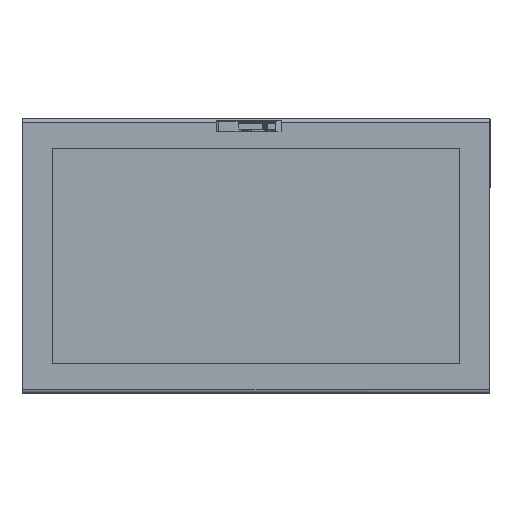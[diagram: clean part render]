
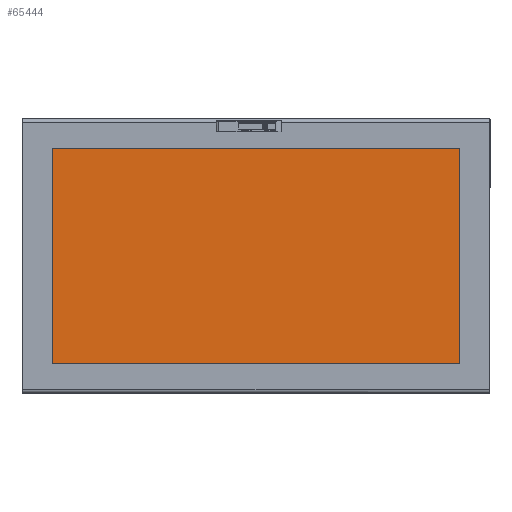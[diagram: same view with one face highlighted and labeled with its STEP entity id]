
A CAD part, top view. The second image highlights one B-rep face of the part: STEP entity #65444.
In plain terms, the highlighted planar face has unit normal (0, 0, 1).
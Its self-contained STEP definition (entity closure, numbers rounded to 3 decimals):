
#2203 = CARTESIAN_POINT ( 'NONE',  ( -610., -330., 4. ) ) ;
#2481 = CARTESIAN_POINT ( 'NONE',  ( -610., 330., 4. ) ) ;
#4136 = CARTESIAN_POINT ( 'NONE',  ( 610., -330., 4. ) ) ;
#6506 = CARTESIAN_POINT ( 'NONE',  ( 610., 330., 4. ) ) ;
#15958 = EDGE_CURVE ( 'NONE', #44795, #44833, #43088, .T. ) ;
#15961 = EDGE_CURVE ( 'NONE', #38693, #44795, #43093, .T. ) ;
#15985 = EDGE_CURVE ( 'NONE', #44833, #41753, #42942, .T. ) ;
#15991 = EDGE_CURVE ( 'NONE', #41753, #38693, #42933, .T. ) ;
#33492 = DIRECTION ( 'NONE',  ( 1., 0., 0. ) ) ;
#33517 = DIRECTION ( 'NONE',  ( 0., 0., 1. ) ) ;
#33598 = PLANE ( 'NONE',  #66443 ) ;
#33695 = CARTESIAN_POINT ( 'NONE',  ( -610., -330., 4. ) ) ;
#36032 = CARTESIAN_POINT ( 'NONE',  ( -610., 330., 4. ) ) ;
#36149 = CARTESIAN_POINT ( 'NONE',  ( -610., 330., 4. ) ) ;
#36491 = DIRECTION ( 'NONE',  ( 1., 0., 0. ) ) ;
#36492 = CARTESIAN_POINT ( 'NONE',  ( -610., -330., 4. ) ) ;
#36518 = DIRECTION ( 'NONE',  ( 0., -1., 0. ) ) ;
#37219 = CARTESIAN_POINT ( 'NONE',  ( 610., 330., 4. ) ) ;
#37228 = DIRECTION ( 'NONE',  ( 0., 1., 0. ) ) ;
#37619 = DIRECTION ( 'NONE',  ( -1., 0., 0. ) ) ;
#38693 = VERTEX_POINT ( 'NONE', #6506 ) ;
#41753 = VERTEX_POINT ( 'NONE', #4136 ) ;
#42932 = VECTOR ( 'NONE', #37228, 1000. ) ;
#42933 = LINE ( 'NONE', #37219, #42932 ) ;
#42942 = LINE ( 'NONE', #36492, #42947 ) ;
#42947 = VECTOR ( 'NONE', #36491, 1000. ) ;
#43088 = LINE ( 'NONE', #36149, #43090 ) ;
#43090 = VECTOR ( 'NONE', #36518, 1000. ) ;
#43093 = LINE ( 'NONE', #36032, #43094 ) ;
#43094 = VECTOR ( 'NONE', #37619, 1000. ) ;
#44795 = VERTEX_POINT ( 'NONE', #2481 ) ;
#44833 = VERTEX_POINT ( 'NONE', #2203 ) ;
#51153 = FACE_OUTER_BOUND ( 'NONE', #69395, .T. ) ;
#55083 = ORIENTED_EDGE ( 'NONE', *, *, #15958, .T. ) ;
#55084 = ORIENTED_EDGE ( 'NONE', *, *, #15985, .T. ) ;
#55085 = ORIENTED_EDGE ( 'NONE', *, *, #15991, .T. ) ;
#55086 = ORIENTED_EDGE ( 'NONE', *, *, #15961, .T. ) ;
#65444 = ADVANCED_FACE ( 'NONE', ( #51153 ), #33598, .T. ) ;
#66443 = AXIS2_PLACEMENT_3D ( 'NONE', #33695, #33517, #33492 ) ;
#69395 = EDGE_LOOP ( 'NONE', ( #55083, #55084, #55085, #55086 ) ) ;
